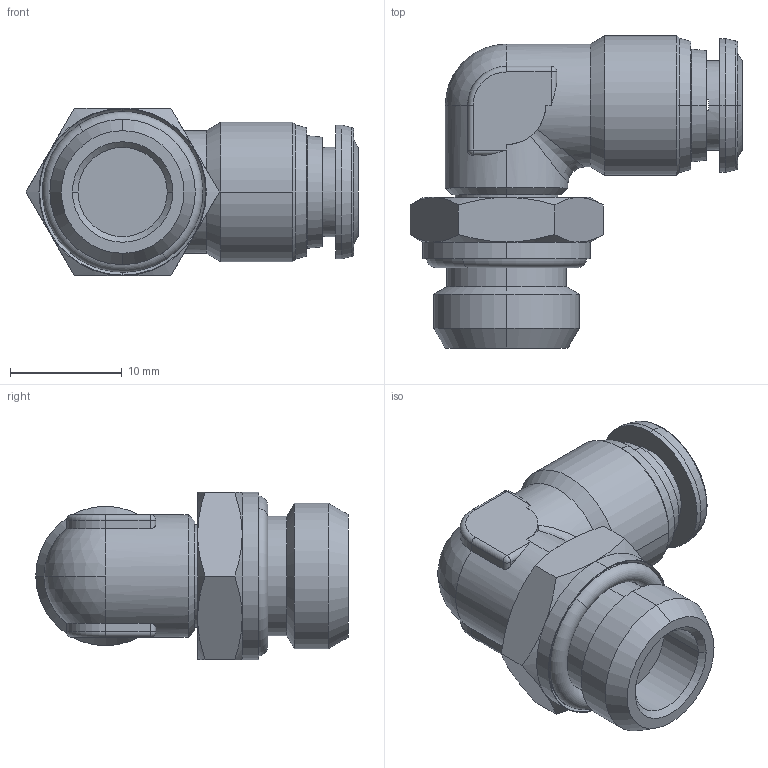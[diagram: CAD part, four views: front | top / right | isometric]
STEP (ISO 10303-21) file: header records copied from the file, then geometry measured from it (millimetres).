
FILE_DESCRIPTION (( 'STEP AP214' ), '1' );
FILE_NAME ('6011500004.step', '2012-10-16T16:33:01', ( '' ), ( '' ), 'SwSTEP 2.0', 'SolidWorks 2012', '' );
FILE_SCHEMA (( 'AUTOMOTIVE_DESIGN' ));
Length unit declared in the file: millimetre
Products named in the file (1): 6011500004
Bounding box: 29.76 x 28 x 15 mm (x, y, z)
Volume: 4499.9 mm3; surface area: 2658.8 mm2
Topology: 1 solids, 1 shells, 141 faces, 324 edges, 189 vertices
Faces by surface type: cylinder 42, cone 40, plane 34, torus 18, sphere 6, bspline 1
Entity records: 5769 total; most frequent: CARTESIAN_POINT 979, DIRECTION 728, ORIENTED_EDGE 640, EDGE_CURVE 320, AXIS2_PLACEMENT_3D 308, VERTEX_POINT 189, CIRCLE 167, EDGE_LOOP 153
